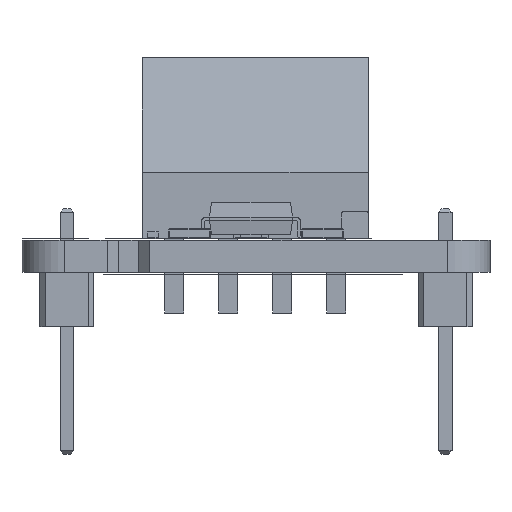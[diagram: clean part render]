
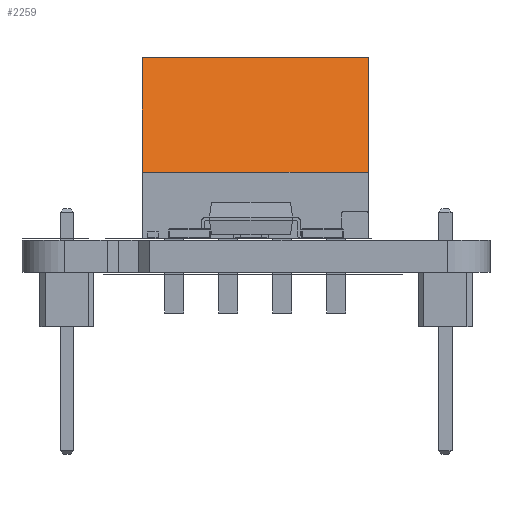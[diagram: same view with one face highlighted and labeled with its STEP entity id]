
A CAD part, left-side view. The second image highlights one B-rep face of the part: STEP entity #2259.
In plain terms, the highlighted face is planar.
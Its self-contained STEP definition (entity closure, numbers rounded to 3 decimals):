
#1314 = VERTEX_POINT('',#1315);
#1315 = CARTESIAN_POINT('',(-1.5,3.1,3.114));
#1321 = EDGE_CURVE('',#1322,#1314,#1324,.T.);
#1322 = VERTEX_POINT('',#1323);
#1323 = CARTESIAN_POINT('',(-1.5,1.35,8.5));
#1324 = LINE('',#1325,#1326);
#1325 = CARTESIAN_POINT('',(-1.5,1.35,8.5));
#1326 = VECTOR('',#1327,1.);
#1327 = DIRECTION('',(0.,0.309,-0.951));
#1362 = VERTEX_POINT('',#1363);
#1363 = CARTESIAN_POINT('',(9.12,3.1,3.114));
#1369 = EDGE_CURVE('',#1370,#1362,#1372,.T.);
#1370 = VERTEX_POINT('',#1371);
#1371 = CARTESIAN_POINT('',(9.12,1.35,8.5));
#1372 = LINE('',#1373,#1374);
#1373 = CARTESIAN_POINT('',(9.12,1.35,8.5));
#1374 = VECTOR('',#1375,1.);
#1375 = DIRECTION('',(0.,0.309,-0.951));
#1402 = EDGE_CURVE('',#1314,#1362,#1403,.T.);
#1403 = LINE('',#1404,#1405);
#1404 = CARTESIAN_POINT('',(-1.5,3.1,3.114));
#1405 = VECTOR('',#1406,1.);
#1406 = DIRECTION('',(1.,0.,0.));
#2203 = EDGE_CURVE('',#1322,#1370,#2204,.T.);
#2204 = LINE('',#2205,#2206);
#2205 = CARTESIAN_POINT('',(-1.5,1.35,8.5));
#2206 = VECTOR('',#2207,1.);
#2207 = DIRECTION('',(1.,0.,0.));
#2259 = ADVANCED_FACE('',(#2260),#2266,.T.);
#2260 = FACE_BOUND('',#2261,.T.);
#2261 = EDGE_LOOP('',(#2262,#2263,#2264,#2265));
#2262 = ORIENTED_EDGE('',*,*,#2203,.T.);
#2263 = ORIENTED_EDGE('',*,*,#1369,.T.);
#2264 = ORIENTED_EDGE('',*,*,#1402,.F.);
#2265 = ORIENTED_EDGE('',*,*,#1321,.F.);
#2266 = PLANE('',#2267);
#2267 = AXIS2_PLACEMENT_3D('',#2268,#2269,#2270);
#2268 = CARTESIAN_POINT('',(-1.5,1.35,8.5));
#2269 = DIRECTION('',(0.,0.951,0.309));
#2270 = DIRECTION('',(0.,0.309,-0.951));
